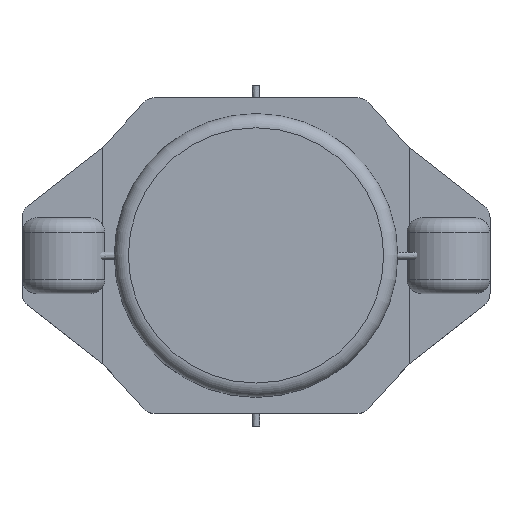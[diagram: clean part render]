
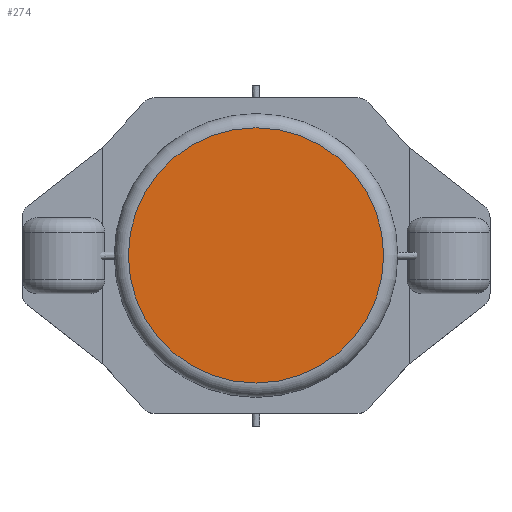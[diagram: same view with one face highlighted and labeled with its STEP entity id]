
A CAD part, top view. The second image highlights one B-rep face of the part: STEP entity #274.
In plain terms, the highlighted planar face has unit normal (0, 0, 1).
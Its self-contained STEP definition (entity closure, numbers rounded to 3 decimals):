
#274 = ADVANCED_FACE( '', ( #432 ), #433, .F. );
#432 = FACE_OUTER_BOUND( '', #585, .T. );
#433 = PLANE( '', #586 );
#585 = EDGE_LOOP( '', ( #3123 ) );
#586 = AXIS2_PLACEMENT_3D( '', #3124, #3125, #3126 );
#3123 = ORIENTED_EDGE( '', *, *, #3331, .T. );
#3124 = CARTESIAN_POINT( '', ( 0., 0., 0. ) );
#3125 = DIRECTION( '', ( 0., 0., -1. ) );
#3126 = DIRECTION( '', ( -1., 0., 0. ) );
#3331 = EDGE_CURVE( '', #3526, #3526, #3527, .F. );
#3526 = VERTEX_POINT( '', #3797 );
#3527 = CIRCLE( '', #3798, 1.8 );
#3797 = CARTESIAN_POINT( '', ( -1.8, 0., 0. ) );
#3798 = AXIS2_PLACEMENT_3D( '', #4054, #4055, #4056 );
#4054 = CARTESIAN_POINT( '', ( 0., 0., 0. ) );
#4055 = DIRECTION( '', ( 0., 0., -1. ) );
#4056 = DIRECTION( '', ( -1., 0., 0. ) );
